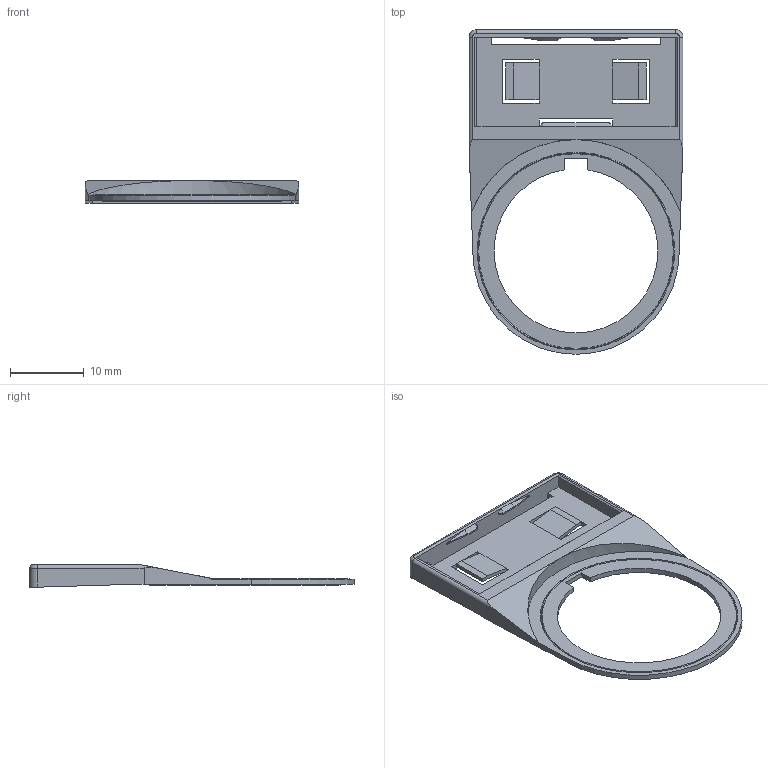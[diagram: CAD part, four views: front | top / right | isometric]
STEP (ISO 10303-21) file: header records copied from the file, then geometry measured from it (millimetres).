
FILE_DESCRIPTION (( 'STEP AP214' ), '1' );
FILE_NAME ('401_CWAM.STEP', '2020-12-08T06:21:58', ( 'IDEC' ), ( 'IDEC' ), 'SwSTEP 2.0', 'SolidWorks 2019', '' );
FILE_SCHEMA (( 'AUTOMOTIVE_DESIGN' ));
Length unit declared in the file: millimetre
Products named in the file (1): 401_CWAM
Bounding box: 29 x 44 x 3.1 mm (x, y, z)
Volume: 845.4 mm3; surface area: 2101.1 mm2
Topology: 1 solids, 1 shells, 133 faces, 355 edges, 225 vertices
Faces by surface type: plane 89, cylinder 24, cone 18, bspline 2
Entity records: 4714 total; most frequent: CARTESIAN_POINT 1347, ORIENTED_EDGE 710, DIRECTION 667, EDGE_CURVE 355, VECTOR 275, LINE 275, VERTEX_POINT 225, AXIS2_PLACEMENT_3D 196
